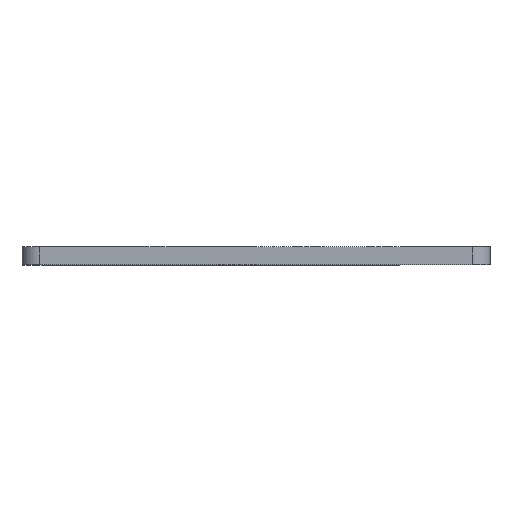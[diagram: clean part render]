
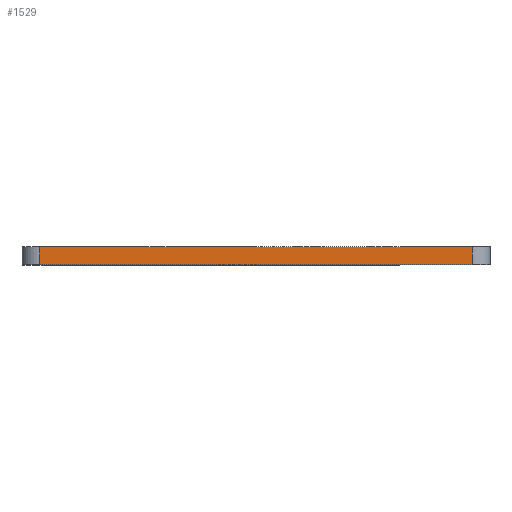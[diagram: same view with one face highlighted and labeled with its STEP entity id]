
A CAD part, top view. The second image highlights one B-rep face of the part: STEP entity #1529.
In plain terms, the highlighted planar face has unit normal (0, 0, 1).
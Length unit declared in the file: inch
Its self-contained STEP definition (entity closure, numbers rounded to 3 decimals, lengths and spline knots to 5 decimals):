
#151 = CARTESIAN_POINT ( 'NONE',  ( -0.375, 0.125, 0.5 ) ) ;
#201 = VERTEX_POINT ( 'NONE', #342 ) ;
#247 = AXIS2_PLACEMENT_3D ( 'NONE', #1004, #1017, #1965 ) ;
#342 = CARTESIAN_POINT ( 'NONE',  ( -0.375, 0., 0.5 ) ) ;
#367 = DIRECTION ( 'NONE',  ( 1., 0., 0. ) ) ;
#437 = ORIENTED_EDGE ( 'NONE', *, *, #2086, .F. ) ;
#451 = FACE_OUTER_BOUND ( 'NONE', #1184, .T. ) ;
#497 = LINE ( 'NONE', #676, #2300 ) ;
#561 = LINE ( 'NONE', #1080, #1158 ) ;
#676 = CARTESIAN_POINT ( 'NONE',  ( 2.625, 0.125, 0.5 ) ) ;
#773 = VERTEX_POINT ( 'NONE', #1064 ) ;
#803 = EDGE_CURVE ( 'NONE', #773, #1235, #497, .T. ) ;
#856 = PLANE ( 'NONE',  #247 ) ;
#863 = DIRECTION ( 'NONE',  ( 0., 1., 0. ) ) ;
#1004 = CARTESIAN_POINT ( 'NONE',  ( -0.5, 0.125, 0.5 ) ) ;
#1017 = DIRECTION ( 'NONE',  ( 0., 0., -1. ) ) ;
#1064 = CARTESIAN_POINT ( 'NONE',  ( 2.625, 0., 0.5 ) ) ;
#1071 = DIRECTION ( 'NONE',  ( 0., -1., 0. ) ) ;
#1080 = CARTESIAN_POINT ( 'NONE',  ( -0.5, 0., 0.5 ) ) ;
#1088 = VECTOR ( 'NONE', #367, 39.37008 ) ;
#1140 = VERTEX_POINT ( 'NONE', #151 ) ;
#1158 = VECTOR ( 'NONE', #2209, 39.37008 ) ;
#1184 = EDGE_LOOP ( 'NONE', ( #2099, #2214, #437, #1585 ) ) ;
#1235 = VERTEX_POINT ( 'NONE', #1621 ) ;
#1345 = EDGE_CURVE ( 'NONE', #201, #773, #561, .T. ) ;
#1529 = ADVANCED_FACE ( 'NONE', ( #451 ), #856, .F. ) ;
#1585 = ORIENTED_EDGE ( 'NONE', *, *, #1836, .T. ) ;
#1621 = CARTESIAN_POINT ( 'NONE',  ( 2.625, 0.125, 0.5 ) ) ;
#1806 = CARTESIAN_POINT ( 'NONE',  ( -0.375, 0.125, 0.5 ) ) ;
#1836 = EDGE_CURVE ( 'NONE', #1140, #201, #1989, .T. ) ;
#1965 = DIRECTION ( 'NONE',  ( -1., 0., 0. ) ) ;
#1989 = LINE ( 'NONE', #1806, #2045 ) ;
#2005 = LINE ( 'NONE', #2221, #1088 ) ;
#2045 = VECTOR ( 'NONE', #1071, 39.37008 ) ;
#2086 = EDGE_CURVE ( 'NONE', #1140, #1235, #2005, .T. ) ;
#2099 = ORIENTED_EDGE ( 'NONE', *, *, #1345, .T. ) ;
#2209 = DIRECTION ( 'NONE',  ( 1., 0., 0. ) ) ;
#2214 = ORIENTED_EDGE ( 'NONE', *, *, #803, .T. ) ;
#2221 = CARTESIAN_POINT ( 'NONE',  ( -0.5, 0.125, 0.5 ) ) ;
#2300 = VECTOR ( 'NONE', #863, 39.37008 ) ;
